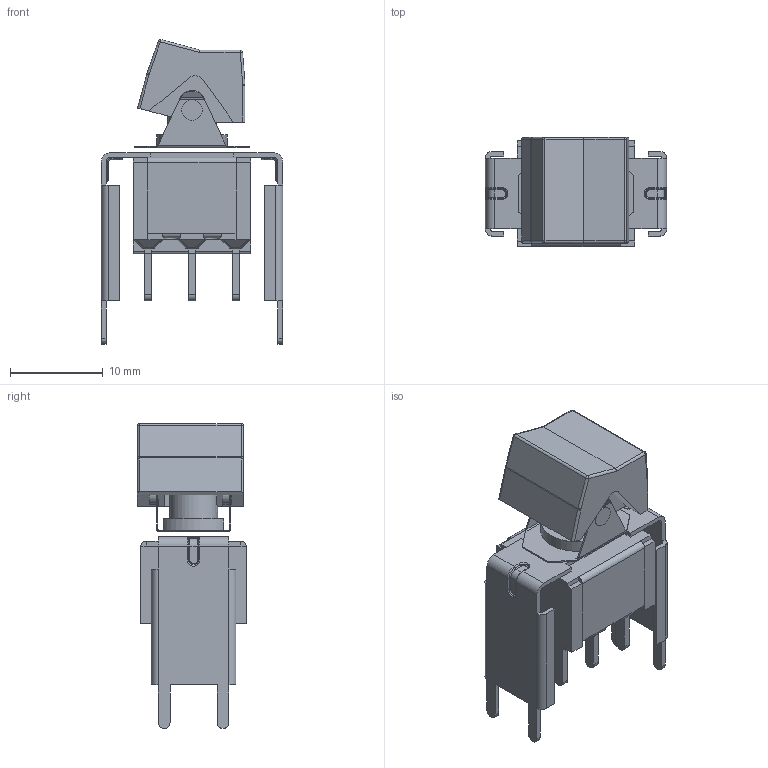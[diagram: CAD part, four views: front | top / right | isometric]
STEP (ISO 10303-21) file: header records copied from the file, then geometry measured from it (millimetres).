
FILE_DESCRIPTION(/* description */ (''),/* implementation_level */ '2;1');
FILE_NAME(/* name */ '300DPxJ5xxxVS2xE.stp',/* time_stamp */ '2025-05-07T10:36:49-05:00',/* author */ ('mroman'),/* organization */ (''),/* preprocessor_version */ 'ST-DEVELOPER v18.1',/* originating_system */ 'Autodesk Inventor 2022',/* authorisation */ '');
FILE_SCHEMA (('AUTOMOTIVE_DESIGN { 1 0 10303 214 3 1 1 }'));
Length unit declared in the file: inch
Products named in the file (1): 300DPxJ5xxxVS2xE
Bounding box: 19.56 x 11.77 x 32.89 mm (x, y, z)
Volume: 1622.8 mm3; surface area: 3642.6 mm2
Topology: 2 solids, 4 shells, 621 faces, 1593 edges, 970 vertices
Faces by surface type: plane 386, cylinder 171, torus 36, sphere 28
Full cylindrical faces by diameter (mm): 2.2 x4, 3.2 x1, 5.2 x1
Entity records: 18408 total; most frequent: DIRECTION 3222, CARTESIAN_POINT 3187, ORIENTED_EDGE 3130, EDGE_CURVE 1565, LINE 1148, VECTOR 1148, AXIS2_PLACEMENT_3D 1037, VERTEX_POINT 970
